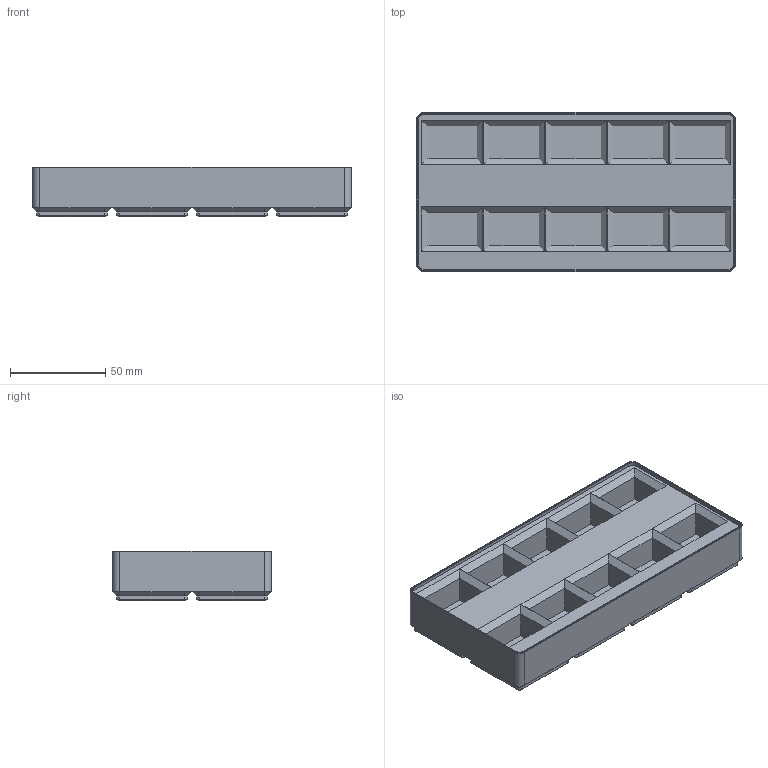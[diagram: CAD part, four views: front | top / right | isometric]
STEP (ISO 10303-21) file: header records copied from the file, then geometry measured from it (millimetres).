
FILE_DESCRIPTION(('Open CASCADE Model'),'2;1');
FILE_NAME('Open CASCADE Shape Model','2025-11-23T22:49:14',('Author'),( 'Open CASCADE'),'Open CASCADE STEP processor 7.8','Open CASCADE 7.8' ,'Unknown');
FILE_SCHEMA(('AUTOMOTIVE_DESIGN { 1 0 10303 214 1 1 1 1 }'));
Length unit declared in the file: millimetre
Products named in the file (1): Open CASCADE STEP translator 7.8 7
Bounding box: 167.5 x 83.5 x 26.14 mm (x, y, z)
Volume: 244441.4 mm3; surface area: 56549.8 mm2
Topology: 1 solids, 1 shells, 335 faces, 734 edges, 412 vertices
Faces by surface type: plane 215, cone 64, cylinder 48, torus 8
Entity records: 18528 total; most frequent: CARTESIAN_POINT 3278, DIRECTION 2970, LINE 1886, VECTOR 1886, ORIENTED_EDGE 1468, PCURVE 1468, DEFINITIONAL_REPRESENTATION 1468, EDGE_CURVE 734
